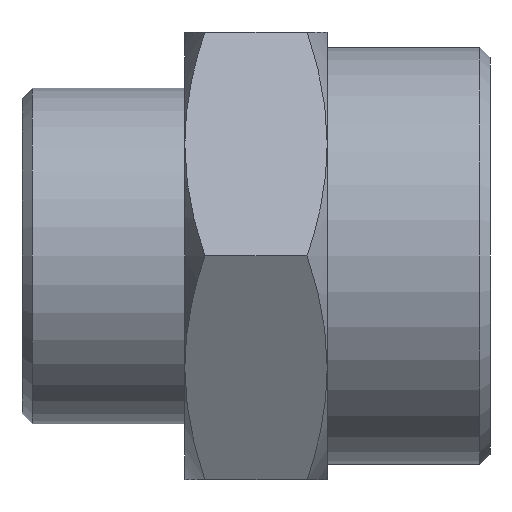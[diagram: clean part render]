
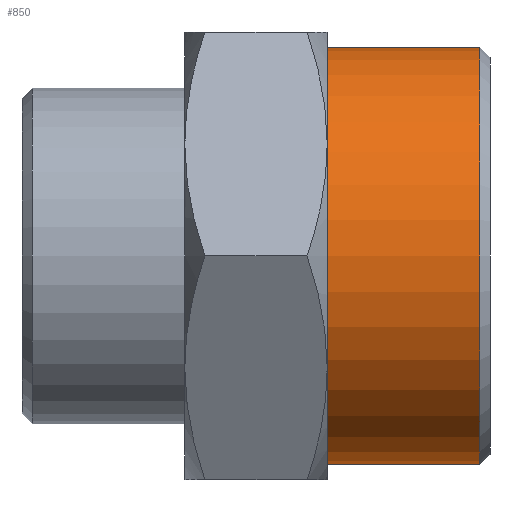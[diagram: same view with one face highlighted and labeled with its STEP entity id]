
A CAD part, left-side view. The second image highlights one B-rep face of the part: STEP entity #850.
In plain terms, the highlighted cylindrical face has radius 10.25 mm (diameter 20.5 mm), a partial arc.
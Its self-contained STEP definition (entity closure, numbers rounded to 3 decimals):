
#8 = EDGE_CURVE ( 'NONE', #1128, #990, #1098, .T. ) ;
#22 = VECTOR ( 'NONE', #269, 1000. ) ;
#59 = DIRECTION ( 'NONE',  ( 0., 1., 0. ) ) ;
#68 = VERTEX_POINT ( 'NONE', #989 ) ;
#87 = CIRCLE ( 'NONE', #519, 10.25 ) ;
#89 = EDGE_LOOP ( 'NONE', ( #1057, #642, #312, #144 ) ) ;
#144 = ORIENTED_EDGE ( 'NONE', *, *, #904, .T. ) ;
#191 = CARTESIAN_POINT ( 'NONE',  ( 0., 0.5, 0. ) ) ;
#202 = AXIS2_PLACEMENT_3D ( 'NONE', #1111, #239, #1203 ) ;
#216 = VERTEX_POINT ( 'NONE', #1198 ) ;
#239 = DIRECTION ( 'NONE',  ( 0., 1., 0. ) ) ;
#269 = DIRECTION ( 'NONE',  ( 0., 1., 0. ) ) ;
#312 = ORIENTED_EDGE ( 'NONE', *, *, #649, .T. ) ;
#361 = EDGE_CURVE ( 'NONE', #1128, #68, #1008, .T. ) ;
#422 = DIRECTION ( 'NONE',  ( 0., -1., 0. ) ) ;
#474 = CARTESIAN_POINT ( 'NONE',  ( 0., 0.5, -10.25 ) ) ;
#490 = AXIS2_PLACEMENT_3D ( 'NONE', #191, #993, #874 ) ;
#519 = AXIS2_PLACEMENT_3D ( 'NONE', #827, #422, #712 ) ;
#582 = VECTOR ( 'NONE', #59, 1000. ) ;
#612 = CYLINDRICAL_SURFACE ( 'NONE', #202, 10.25 ) ;
#642 = ORIENTED_EDGE ( 'NONE', *, *, #8, .T. ) ;
#649 = EDGE_CURVE ( 'NONE', #990, #216, #746, .T. ) ;
#712 = DIRECTION ( 'NONE',  ( 0., 0., -1. ) ) ;
#746 = LINE ( 'NONE', #1045, #582 ) ;
#789 = FACE_OUTER_BOUND ( 'NONE', #89, .T. ) ;
#827 = CARTESIAN_POINT ( 'NONE',  ( 0., 8., 0. ) ) ;
#850 = ADVANCED_FACE ( 'NONE', ( #789 ), #612, .T. ) ;
#856 = CARTESIAN_POINT ( 'NONE',  ( 0., 0., -10.25 ) ) ;
#874 = DIRECTION ( 'NONE',  ( 0., 0., -1. ) ) ;
#904 = EDGE_CURVE ( 'NONE', #216, #68, #87, .T. ) ;
#989 = CARTESIAN_POINT ( 'NONE',  ( 0., 8., -10.25 ) ) ;
#990 = VERTEX_POINT ( 'NONE', #1027 ) ;
#993 = DIRECTION ( 'NONE',  ( 0., 1., 0. ) ) ;
#1008 = LINE ( 'NONE', #856, #22 ) ;
#1027 = CARTESIAN_POINT ( 'NONE',  ( 0., 0.5, 10.25 ) ) ;
#1045 = CARTESIAN_POINT ( 'NONE',  ( 0., 0., 10.25 ) ) ;
#1057 = ORIENTED_EDGE ( 'NONE', *, *, #361, .F. ) ;
#1098 = CIRCLE ( 'NONE', #490, 10.25 ) ;
#1111 = CARTESIAN_POINT ( 'NONE',  ( 0., 0., 0. ) ) ;
#1128 = VERTEX_POINT ( 'NONE', #474 ) ;
#1198 = CARTESIAN_POINT ( 'NONE',  ( 0., 8., 10.25 ) ) ;
#1203 = DIRECTION ( 'NONE',  ( 0., 0., 1. ) ) ;
